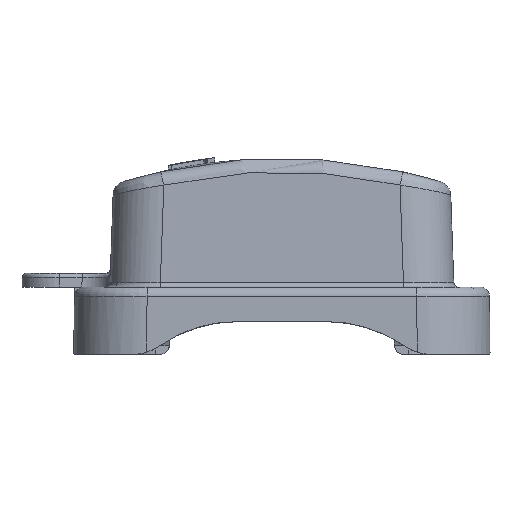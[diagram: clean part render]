
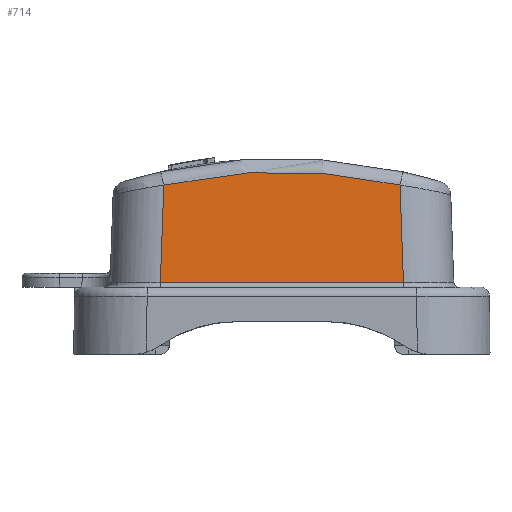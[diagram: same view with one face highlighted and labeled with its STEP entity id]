
A CAD part, left-side view. The second image highlights one B-rep face of the part: STEP entity #714.
In plain terms, the highlighted planar face has unit normal (-0.999, 0, 0.035).
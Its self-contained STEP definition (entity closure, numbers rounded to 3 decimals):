
#368=PLANE('',#6884);
#714=ADVANCED_FACE('',(#1235),#368,.T.);
#1235=FACE_OUTER_BOUND('',#1633,.T.);
#1633=EDGE_LOOP('',(#4647,#4648,#4649,#4650));
#1926=LINE('',#12000,#2272);
#2012=LINE('',#12734,#2358);
#2013=LINE('',#12736,#2359);
#2272=VECTOR('',#7768,1.);
#2358=VECTOR('',#8028,1.);
#2359=VECTOR('',#8029,1.);
#2883=B_SPLINE_CURVE_WITH_KNOTS('',3,(#12721,#12722,#12723,#12724,#12725,
#12726,#12727,#12728,#12729,#12730,#12731,#12732),.UNSPECIFIED.,.F.,.F.,
(4,1,1,1,1,1,1,1,1,4),(0.,0.111,0.222,0.333,
0.444,0.556,0.667,0.778,0.889,
1.),.UNSPECIFIED.);
#4647=ORIENTED_EDGE('',*,*,#6226,.F.);
#4648=ORIENTED_EDGE('',*,*,#6408,.T.);
#4649=ORIENTED_EDGE('',*,*,#6409,.T.);
#4650=ORIENTED_EDGE('',*,*,#6410,.T.);
#5353=VERTEX_POINT('',#11919);
#5355=VERTEX_POINT('',#12001);
#5476=VERTEX_POINT('',#12720);
#5477=VERTEX_POINT('',#12735);
#6226=EDGE_CURVE('',#5353,#5355,#1926,.T.);
#6408=EDGE_CURVE('',#5353,#5476,#2883,.T.);
#6409=EDGE_CURVE('',#5476,#5477,#2012,.T.);
#6410=EDGE_CURVE('',#5477,#5355,#2013,.T.);
#6884=AXIS2_PLACEMENT_3D('',#12737,#8030,#8031);
#7768=DIRECTION('',(-0.035,-0.035,-0.999));
#8028=DIRECTION('',(-0.035,0.035,-0.999));
#8029=DIRECTION('',(0.,-1.,0.));
#8030=DIRECTION('',(-0.999,0.,0.035));
#8031=DIRECTION('',(0.,1.,0.));
#11919=CARTESIAN_POINT('',(-43.205,-12.658,18.134));
#12000=CARTESIAN_POINT('',(-43.205,-12.658,18.134));
#12001=CARTESIAN_POINT('',(-43.57,-13.023,7.683));
#12720=CARTESIAN_POINT('',(-43.205,12.658,18.134));
#12721=CARTESIAN_POINT('',(-43.205,-12.658,18.134));
#12722=CARTESIAN_POINT('',(-43.197,-11.715,18.348));
#12723=CARTESIAN_POINT('',(-43.184,-9.854,18.72));
#12724=CARTESIAN_POINT('',(-43.17,-7.197,19.119));
#12725=CARTESIAN_POINT('',(-43.161,-4.497,19.397));
#12726=CARTESIAN_POINT('',(-43.156,-1.811,19.545));
#12727=CARTESIAN_POINT('',(-43.155,0.894,19.566));
#12728=CARTESIAN_POINT('',(-43.158,3.564,19.462));
#12729=CARTESIAN_POINT('',(-43.167,6.321,19.226));
#12730=CARTESIAN_POINT('',(-43.181,9.287,18.823));
#12731=CARTESIAN_POINT('',(-43.196,11.502,18.396));
#12732=CARTESIAN_POINT('',(-43.205,12.658,18.134));
#12734=CARTESIAN_POINT('',(-43.205,12.658,18.134));
#12735=CARTESIAN_POINT('',(-43.57,13.023,7.683));
#12736=CARTESIAN_POINT('',(-43.57,13.023,7.683));
#12737=CARTESIAN_POINT('',(-43.,20.168,24.));
